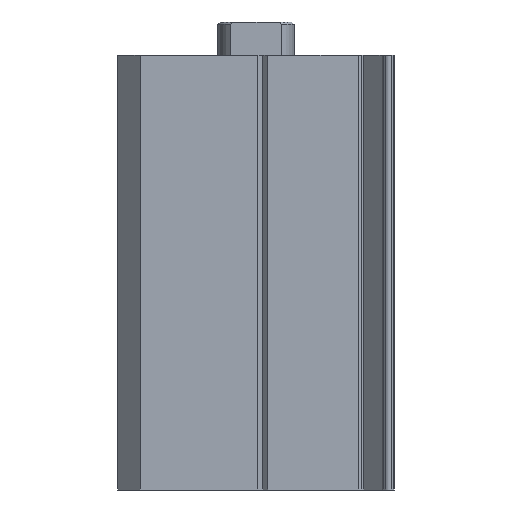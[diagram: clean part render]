
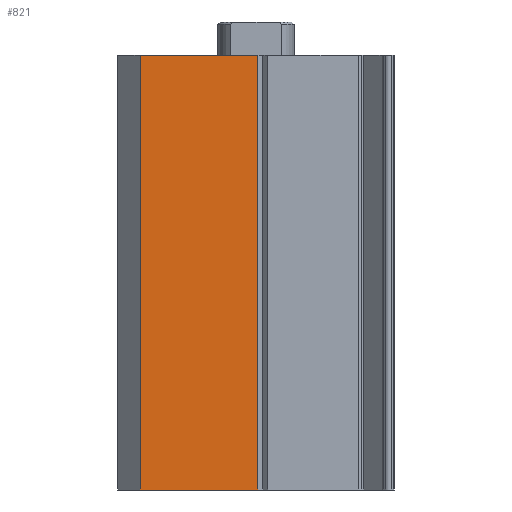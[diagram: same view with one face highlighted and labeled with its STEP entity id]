
A CAD part, left-side view. The second image highlights one B-rep face of the part: STEP entity #821.
In plain terms, the highlighted planar face has unit normal (-1, 0, 0).
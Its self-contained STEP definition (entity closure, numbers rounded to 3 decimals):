
#73 = EDGE_CURVE ( 'NONE', #3764, #1853, #749, .T. ) ;
#159 = DIRECTION ( 'NONE',  ( 0., 0., -1. ) ) ;
#411 = DIRECTION ( 'NONE',  ( 0., -1., 0. ) ) ;
#583 = ORIENTED_EDGE ( 'NONE', *, *, #2752, .F. ) ;
#694 = AXIS2_PLACEMENT_3D ( 'NONE', #786, #1416, #3618 ) ;
#749 = LINE ( 'NONE', #4106, #1583 ) ;
#786 = CARTESIAN_POINT ( 'NONE',  ( -14.5, -14.5, 22.75 ) ) ;
#821 = ADVANCED_FACE ( 'NONE', ( #3226 ), #2375, .F. ) ;
#1240 = ORIENTED_EDGE ( 'NONE', *, *, #73, .T. ) ;
#1416 = DIRECTION ( 'NONE',  ( 1., 0., 0. ) ) ;
#1557 = VECTOR ( 'NONE', #411, 1000. ) ;
#1560 = CARTESIAN_POINT ( 'NONE',  ( -14.5, -0.208, 22.75 ) ) ;
#1583 = VECTOR ( 'NONE', #3756, 1000. ) ;
#1587 = DIRECTION ( 'NONE',  ( 0., 0., 1. ) ) ;
#1678 = EDGE_CURVE ( 'NONE', #2908, #3764, #3310, .T. ) ;
#1853 = VERTEX_POINT ( 'NONE', #2312 ) ;
#1885 = VECTOR ( 'NONE', #1587, 1000. ) ;
#1901 = ORIENTED_EDGE ( 'NONE', *, *, #1678, .T. ) ;
#1982 = ORIENTED_EDGE ( 'NONE', *, *, #4076, .T. ) ;
#2247 = VERTEX_POINT ( 'NONE', #1560 ) ;
#2312 = CARTESIAN_POINT ( 'NONE',  ( -14.5, -0.208, -22.75 ) ) ;
#2375 = PLANE ( 'NONE',  #694 ) ;
#2410 = CARTESIAN_POINT ( 'NONE',  ( -14.5, 12.13, -22.75 ) ) ;
#2573 = VECTOR ( 'NONE', #159, 1000. ) ;
#2752 = EDGE_CURVE ( 'NONE', #2908, #2247, #4086, .T. ) ;
#2908 = VERTEX_POINT ( 'NONE', #3365 ) ;
#2973 = CARTESIAN_POINT ( 'NONE',  ( -14.5, -14.5, 22.75 ) ) ;
#3226 = FACE_OUTER_BOUND ( 'NONE', #3672, .T. ) ;
#3310 = LINE ( 'NONE', #3956, #2573 ) ;
#3365 = CARTESIAN_POINT ( 'NONE',  ( -14.5, 12.13, 22.75 ) ) ;
#3378 = LINE ( 'NONE', #3783, #1885 ) ;
#3618 = DIRECTION ( 'NONE',  ( 0., 0., -1. ) ) ;
#3672 = EDGE_LOOP ( 'NONE', ( #1240, #1982, #583, #1901 ) ) ;
#3756 = DIRECTION ( 'NONE',  ( 0., -1., 0. ) ) ;
#3764 = VERTEX_POINT ( 'NONE', #2410 ) ;
#3783 = CARTESIAN_POINT ( 'NONE',  ( -14.5, -0.208, -22.75 ) ) ;
#3956 = CARTESIAN_POINT ( 'NONE',  ( -14.5, 12.13, 22.75 ) ) ;
#4076 = EDGE_CURVE ( 'NONE', #1853, #2247, #3378, .T. ) ;
#4086 = LINE ( 'NONE', #2973, #1557 ) ;
#4106 = CARTESIAN_POINT ( 'NONE',  ( -14.5, -14.5, -22.75 ) ) ;
